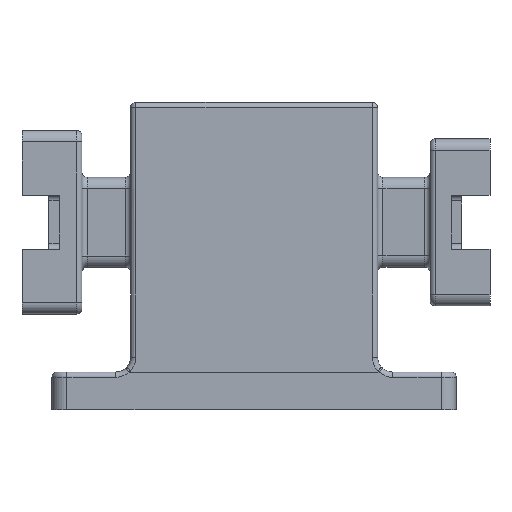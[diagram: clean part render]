
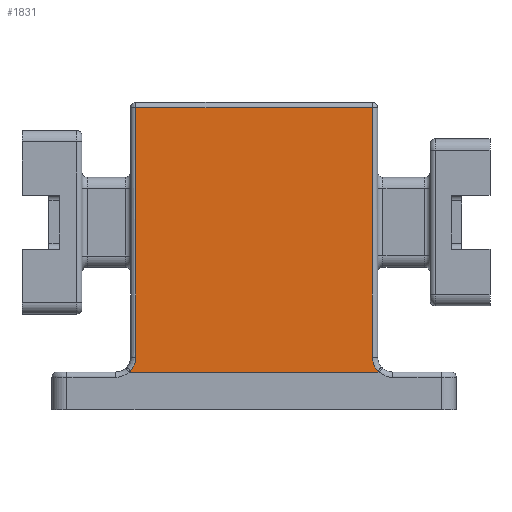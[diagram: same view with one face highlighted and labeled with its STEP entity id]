
A CAD part, front view. The second image highlights one B-rep face of the part: STEP entity #1831.
In plain terms, the highlighted planar face has unit normal (0, -1, 0).
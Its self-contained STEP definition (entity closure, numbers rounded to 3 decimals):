
#577 = EDGE_CURVE('',#578,#580,#582,.T.);
#578 = VERTEX_POINT('',#579);
#579 = CARTESIAN_POINT('',(-15.8,-16.,40.3));
#580 = VERTEX_POINT('',#581);
#581 = CARTESIAN_POINT('',(-15.8,-16.,7.));
#582 = B_SPLINE_CURVE_WITH_KNOTS('',12,(#583,#584,#585,#586,#587,#588,
    #589,#590,#591,#592,#593,#594,#595,#596,#597,#598,#599,#600,#601,
    #602,#603,#604,#605,#606,#607,#608,#609,#610,#611,#612,#613,#614,
    #615,#616,#617),.UNSPECIFIED.,.F.,.F.,(13,11,11,13),(-2.317
    ,-2.315,-1.158,0.),.UNSPECIFIED.);
#583 = CARTESIAN_POINT('',(-15.8,-16.,41.124));
#584 = CARTESIAN_POINT('',(-15.8,-16.,41.114));
#585 = CARTESIAN_POINT('',(-15.8,-16.,41.104));
#586 = CARTESIAN_POINT('',(-15.8,-16.,41.094));
#587 = CARTESIAN_POINT('',(-15.8,-16.,41.084));
#588 = CARTESIAN_POINT('',(-15.8,-16.,41.074));
#589 = CARTESIAN_POINT('',(-15.8,-16.,41.064));
#590 = CARTESIAN_POINT('',(-15.8,-16.,41.054));
#591 = CARTESIAN_POINT('',(-15.8,-16.,41.044));
#592 = CARTESIAN_POINT('',(-15.8,-16.,41.034));
#593 = CARTESIAN_POINT('',(-15.8,-16.,41.024));
#594 = CARTESIAN_POINT('',(-15.8,-16.,41.014));
#595 = CARTESIAN_POINT('',(-15.8,-16.,35.611));
#596 = CARTESIAN_POINT('',(-15.8,-16.,30.943));
#597 = CARTESIAN_POINT('',(-15.8,-16.,26.928));
#598 = CARTESIAN_POINT('',(-15.8,-16.,
    23.497));
#599 = CARTESIAN_POINT('',(-15.8,-16.,20.586));
#600 = CARTESIAN_POINT('',(-15.8,-16.,
    18.133));
#601 = CARTESIAN_POINT('',(-15.8,-16.,
    16.083));
#602 = CARTESIAN_POINT('',(-15.8,-16.,
    14.382));
#603 = CARTESIAN_POINT('',(-15.801,-16.,12.983));
#604 = CARTESIAN_POINT('',(-15.801,-16.,
    11.841));
#605 = CARTESIAN_POINT('',(-15.801,-16.,10.917));
#606 = CARTESIAN_POINT('',(-15.802,-16.,
    9.429));
#607 = CARTESIAN_POINT('',(-15.803,-16.,8.866));
#608 = CARTESIAN_POINT('',(-15.804,-16.,
    8.45));
#609 = CARTESIAN_POINT('',(-15.802,-16.,8.139
    ));
#610 = CARTESIAN_POINT('',(-15.813,-16.,
    7.933));
#611 = CARTESIAN_POINT('',(-15.798,-16.,
    7.745));
#612 = CARTESIAN_POINT('',(-15.821,-16.,
    7.651));
#613 = CARTESIAN_POINT('',(-15.81,-16.,7.522
    ));
#614 = CARTESIAN_POINT('',(-15.805,-16.,
    7.391));
#615 = CARTESIAN_POINT('',(-15.802,-16.,7.261));
#616 = CARTESIAN_POINT('',(-15.8,-16.,
    7.13));
#617 = CARTESIAN_POINT('',(-15.8,-16.,7.));
#1777 = VERTEX_POINT('',#1778);
#1778 = CARTESIAN_POINT('',(-16.5,-16.,5.186));
#1804 = EDGE_CURVE('',#580,#1777,#1805,.T.);
#1805 = ( BOUNDED_CURVE() B_SPLINE_CURVE(5,(#1806,#1807,#1808,#1809,
#1810,#1811),.UNSPECIFIED.,.F.,.F.) B_SPLINE_CURVE_WITH_KNOTS((6,6),(
0.,1.473),.PIECEWISE_BEZIER_KNOTS.) CURVE() 
GEOMETRIC_REPRESENTATION_ITEM() RATIONAL_B_SPLINE_CURVE((1.,1.,1.,1.,1.,
1.)) REPRESENTATION_ITEM('') );
#1806 = CARTESIAN_POINT('',(-15.8,-16.,7.));
#1807 = CARTESIAN_POINT('',(-15.8,-16.,6.602));
#1808 = CARTESIAN_POINT('',(-15.873,-16.,6.204));
#1809 = CARTESIAN_POINT('',(-16.02,-16.,5.825));
#1810 = CARTESIAN_POINT('',(-16.233,-16.,5.481));
#1811 = CARTESIAN_POINT('',(-16.5,-16.,5.186));
#1831 = ADVANCED_FACE('',(#1832),#1885,.F.);
#1832 = FACE_BOUND('',#1833,.F.);
#1833 = EDGE_LOOP('',(#1834,#1835,#1843,#1851,#1862,#1870,#1878,#1884));
#1834 = ORIENTED_EDGE('',*,*,#577,.F.);
#1835 = ORIENTED_EDGE('',*,*,#1836,.T.);
#1836 = EDGE_CURVE('',#578,#1837,#1839,.T.);
#1837 = VERTEX_POINT('',#1838);
#1838 = CARTESIAN_POINT('',(15.8,-16.,40.3));
#1839 = LINE('',#1840,#1841);
#1840 = CARTESIAN_POINT('',(-15.8,-16.,40.3));
#1841 = VECTOR('',#1842,1.);
#1842 = DIRECTION('',(1.,0.,0.));
#1843 = ORIENTED_EDGE('',*,*,#1844,.F.);
#1844 = EDGE_CURVE('',#1845,#1837,#1847,.T.);
#1845 = VERTEX_POINT('',#1846);
#1846 = CARTESIAN_POINT('',(15.8,-16.,7.));
#1847 = LINE('',#1848,#1849);
#1848 = CARTESIAN_POINT('',(15.8,-16.,7.));
#1849 = VECTOR('',#1850,1.);
#1850 = DIRECTION('',(0.,0.,1.));
#1851 = ORIENTED_EDGE('',*,*,#1852,.F.);
#1852 = EDGE_CURVE('',#1853,#1845,#1855,.T.);
#1853 = VERTEX_POINT('',#1854);
#1854 = CARTESIAN_POINT('',(16.5,-16.,5.186));
#1855 = ( BOUNDED_CURVE() B_SPLINE_CURVE(5,(#1856,#1857,#1858,#1859,
#1860,#1861),.UNSPECIFIED.,.F.,.F.) B_SPLINE_CURVE_WITH_KNOTS((6,6),(
86.093,87.566),.PIECEWISE_BEZIER_KNOTS.) CURVE() 
GEOMETRIC_REPRESENTATION_ITEM() RATIONAL_B_SPLINE_CURVE((1.,1.,1.,1.,1.,
1.)) REPRESENTATION_ITEM('') );
#1856 = CARTESIAN_POINT('',(16.5,-16.,5.186));
#1857 = CARTESIAN_POINT('',(16.233,-16.,5.481));
#1858 = CARTESIAN_POINT('',(16.02,-16.,5.825));
#1859 = CARTESIAN_POINT('',(15.873,-16.,6.204));
#1860 = CARTESIAN_POINT('',(15.8,-16.,6.602));
#1861 = CARTESIAN_POINT('',(15.8,-16.,7.));
#1862 = ORIENTED_EDGE('',*,*,#1863,.F.);
#1863 = EDGE_CURVE('',#1864,#1853,#1866,.T.);
#1864 = VERTEX_POINT('',#1865);
#1865 = CARTESIAN_POINT('',(16.5,-16.,5.));
#1866 = LINE('',#1867,#1868);
#1867 = CARTESIAN_POINT('',(16.5,-16.,5.));
#1868 = VECTOR('',#1869,1.);
#1869 = DIRECTION('',(0.,0.,1.));
#1870 = ORIENTED_EDGE('',*,*,#1871,.F.);
#1871 = EDGE_CURVE('',#1872,#1864,#1874,.T.);
#1872 = VERTEX_POINT('',#1873);
#1873 = CARTESIAN_POINT('',(-16.5,-16.,5.));
#1874 = LINE('',#1875,#1876);
#1875 = CARTESIAN_POINT('',(-16.5,-16.,5.));
#1876 = VECTOR('',#1877,1.);
#1877 = DIRECTION('',(1.,0.,0.));
#1878 = ORIENTED_EDGE('',*,*,#1879,.T.);
#1879 = EDGE_CURVE('',#1872,#1777,#1880,.T.);
#1880 = LINE('',#1881,#1882);
#1881 = CARTESIAN_POINT('',(-16.5,-16.,5.));
#1882 = VECTOR('',#1883,1.);
#1883 = DIRECTION('',(0.,0.,1.));
#1884 = ORIENTED_EDGE('',*,*,#1804,.F.);
#1885 = PLANE('',#1886);
#1886 = AXIS2_PLACEMENT_3D('',#1887,#1888,#1889);
#1887 = CARTESIAN_POINT('',(-16.5,-16.,5.));
#1888 = DIRECTION('',(0.,1.,0.));
#1889 = DIRECTION('',(1.,0.,0.));
